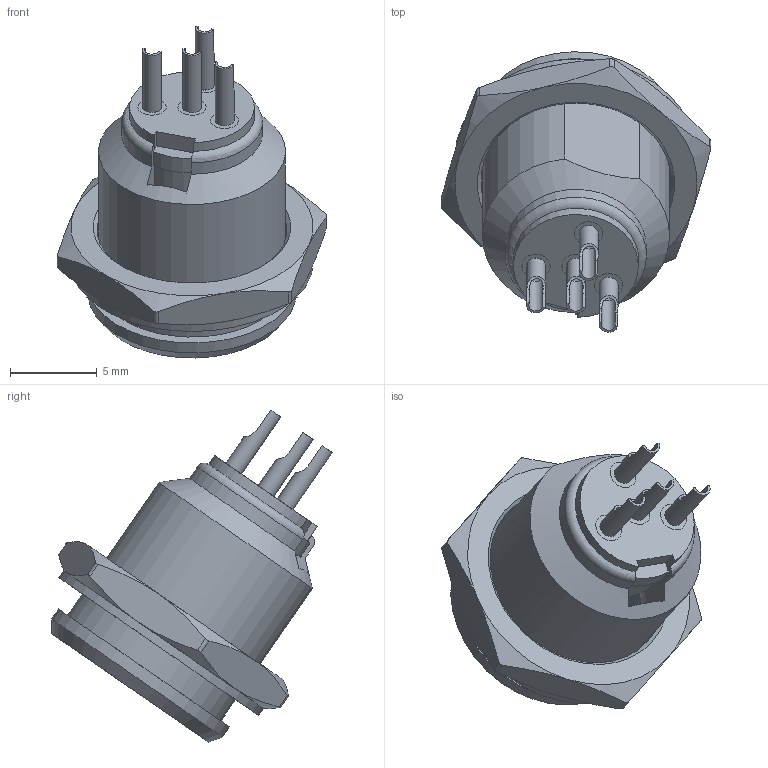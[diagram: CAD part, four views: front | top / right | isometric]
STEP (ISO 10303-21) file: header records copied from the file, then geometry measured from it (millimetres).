
FILE_DESCRIPTION((''),'2;1');
FILE_NAME('AG4MCC.stp','2017-01-30T09:48:56',('minh'),(''),'Autodesk Inventor 2012','Autodesk Inventor 2012','');
FILE_SCHEMA(('AUTOMOTIVE_DESIGN { 1 0 10303 214 1 1 1 1 }'));
Length unit declared in the file: inch
Products named in the file (1): AG4MCC_Shrinkwrap_1
Bounding box: 15.56 x 16.2 x 19.17 mm (x, y, z)
Surface area: 1624.7 mm2 (no closed solid volume)
Topology: 0 solids, 15 shells, 172 faces, 562 edges, 391 vertices
Faces by surface type: plane 91, cylinder 52, cone 28, torus 1
Full cylindrical faces by diameter (mm): 0.82 x4, 0.98 x4, 1.1 x4, 1.631 x4, 7 x1, 7.6 x1, 11 x1, 12 x1, 14 x1
Entity records: 6437 total; most frequent: CARTESIAN_POINT 1628, DIRECTION 906, ORIENTED_EDGE 819, EDGE_CURVE 520, VERTEX_POINT 382, AXIS2_PLACEMENT_3D 313, VECTOR 280, LINE 280
